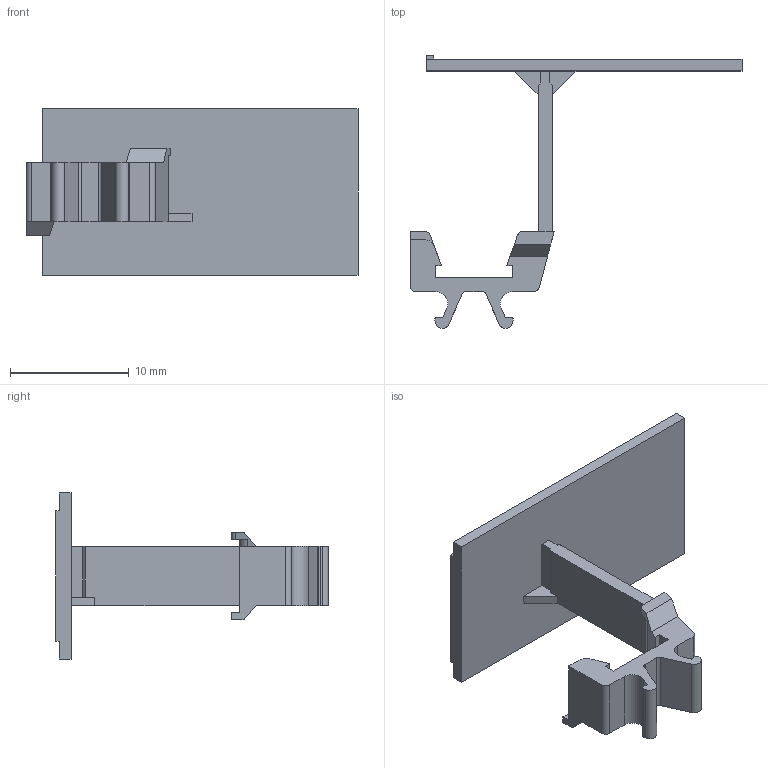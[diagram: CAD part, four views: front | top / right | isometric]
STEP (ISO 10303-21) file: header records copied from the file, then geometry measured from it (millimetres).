
FILE_DESCRIPTION((''),'2;1');
FILE_NAME('UJ5-25','2023-10-26T',('dell'),(''),'PRO/ENGINEER BY PARAMETRIC TECHNOLOGY CORPORATION, 2013230','PRO/ENGINEER BY PARAMETRIC TECHNOLOGY CORPORATION, 2013230','');
FILE_SCHEMA(('AUTOMOTIVE_DESIGN { 1 0 10303 214 1 1 1 1 }'));
Length unit declared in the file: millimetre
Products named in the file (1): UJ5-25
Bounding box: 28 x 23 x 14 mm (x, y, z)
Volume: 647.4 mm3; surface area: 1350.4 mm2
Topology: 1 solids, 1 shells, 70 faces, 201 edges, 134 vertices
Faces by surface type: plane 55, cylinder 15
Entity records: 2346 total; most frequent: CARTESIAN_POINT 407, ORIENTED_EDGE 402, DIRECTION 371, EDGE_CURVE 201, VECTOR 171, LINE 171, VERTEX_POINT 134, AXIS2_PLACEMENT_3D 100
